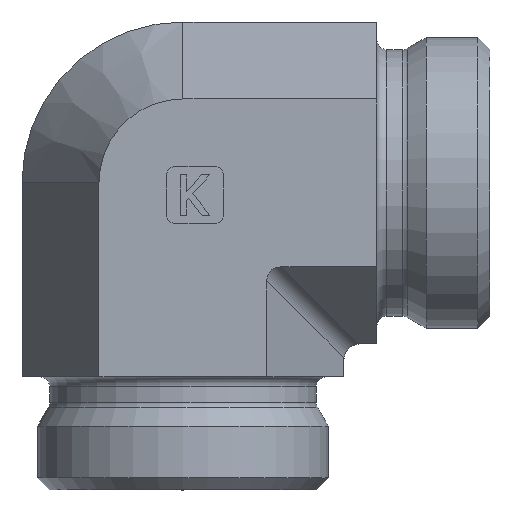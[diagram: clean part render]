
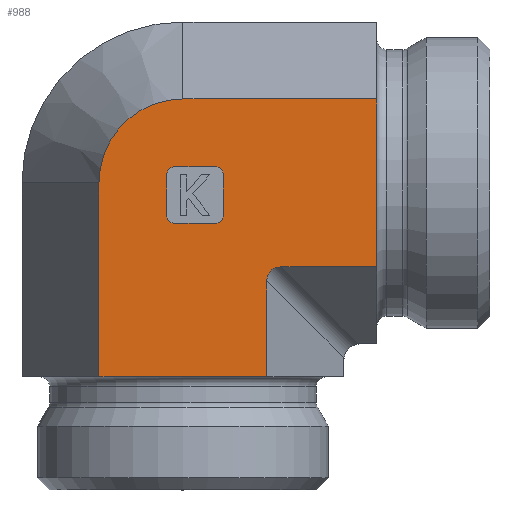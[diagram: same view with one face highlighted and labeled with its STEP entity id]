
A CAD part, left-side view. The second image highlights one B-rep face of the part: STEP entity #988.
In plain terms, the highlighted planar face has unit normal (-1, 0, 0).
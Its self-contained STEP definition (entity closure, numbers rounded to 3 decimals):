
#221=CARTESIAN_POINT('',(-35.285,-0.848,2.));
#222=VERTEX_POINT('',#221);
#231=CARTESIAN_POINT('',(-35.285,19.936,2.));
#232=VERTEX_POINT('',#231);
#233=CARTESIAN_POINT('',(-35.285,19.936,2.));
#234=DIRECTION('',(0.0,-1.0,0.0));
#235=VECTOR('',#234,20.785);
#236=LINE('',#233,#235);
#237=EDGE_CURVE('',#232,#222,#236,.T.);
#435=CARTESIAN_POINT('',(-35.285,-0.848,13.876));
#436=VERTEX_POINT('',#435);
#443=CARTESIAN_POINT('',(-35.285,-0.848,2.));
#444=DIRECTION('',(0.0,0.0,1.0));
#445=VECTOR('',#444,11.876);
#446=LINE('',#443,#445);
#447=EDGE_CURVE('',#222,#436,#446,.T.);
#809=CARTESIAN_POINT('',(-35.285,-14.456,15.608));
#810=VERTEX_POINT('',#809);
#811=CARTESIAN_POINT('',(-35.285,-14.456,36.392));
#812=VERTEX_POINT('',#811);
#813=CARTESIAN_POINT('',(-35.285,-14.456,15.608));
#814=DIRECTION('',(0.0,0.0,1.0));
#815=VECTOR('',#814,20.785);
#816=LINE('',#813,#815);
#817=EDGE_CURVE('',#810,#812,#816,.T.);
#870=CARTESIAN_POINT('',(-35.285,-0.848,0.0));
#871=DIRECTION('',(-1.0,0.0,0.0));
#872=DIRECTION('',(0.0,0.0,1.0));
#873=AXIS2_PLACEMENT_3D('',#870,#871,#872);
#874=PLANE('',#873);
#875=ORIENTED_EDGE('',*,*,#237,.T.);
#876=ORIENTED_EDGE('',*,*,#447,.T.);
#877=CARTESIAN_POINT('',(-35.285,-2.58,15.608));
#878=VERTEX_POINT('',#877);
#879=CARTESIAN_POINT('',(-35.285,-3.158,13.298));
#880=DIRECTION('',(-1.0,0.0,0.0));
#881=DIRECTION('',(0.0,0.707,0.707));
#882=AXIS2_PLACEMENT_3D('',#879,#880,#881);
#883=ELLIPSE('',#882,2.582,2.0);
#884=EDGE_CURVE('',#878,#436,#883,.T.);
#885=ORIENTED_EDGE('',*,*,#884,.F.);
#886=CARTESIAN_POINT('',(-35.285,-2.58,15.608));
#887=DIRECTION('',(0.0,-1.0,0.0));
#888=VECTOR('',#887,11.876);
#889=LINE('',#886,#888);
#890=EDGE_CURVE('',#878,#810,#889,.T.);
#891=ORIENTED_EDGE('',*,*,#890,.T.);
#892=ORIENTED_EDGE('',*,*,#817,.T.);
#893=CARTESIAN_POINT('',(-35.285,9.544,36.392));
#894=VERTEX_POINT('',#893);
#895=CARTESIAN_POINT('',(-35.285,9.544,36.392));
#896=DIRECTION('',(0.0,-1.0,0.0));
#897=VECTOR('',#896,24.);
#898=LINE('',#895,#897);
#899=EDGE_CURVE('',#894,#812,#898,.T.);
#900=ORIENTED_EDGE('',*,*,#899,.F.);
#901=CARTESIAN_POINT('',(-35.285,19.936,26.));
#902=VERTEX_POINT('',#901);
#903=CARTESIAN_POINT('',(-35.285,9.544,26.));
#904=DIRECTION('',(-1.0,0.0,0.0));
#905=DIRECTION('',(0.0,0.0,1.0));
#906=AXIS2_PLACEMENT_3D('',#903,#904,#905);
#907=CIRCLE('',#906,10.392);
#908=EDGE_CURVE('',#894,#902,#907,.T.);
#909=ORIENTED_EDGE('',*,*,#908,.T.);
#910=CARTESIAN_POINT('',(-35.285,19.936,2.));
#911=DIRECTION('',(0.0,0.0,1.0));
#912=VECTOR('',#911,24.);
#913=LINE('',#910,#912);
#914=EDGE_CURVE('',#232,#902,#913,.T.);
#915=ORIENTED_EDGE('',*,*,#914,.F.);
#916=EDGE_LOOP('',(#875,#876,#885,#891,#892,#900,#909,#915));
#917=FACE_OUTER_BOUND('',#916,.T.);
#918=CARTESIAN_POINT('',(-35.285,5.544,21.));
#919=VERTEX_POINT('',#918);
#920=CARTESIAN_POINT('',(-35.285,10.544,21.));
#921=VERTEX_POINT('',#920);
#922=CARTESIAN_POINT('',(-35.285,5.544,21.));
#923=DIRECTION('',(0.0,1.0,0.0));
#924=VECTOR('',#923,5.);
#925=LINE('',#922,#924);
#926=EDGE_CURVE('',#919,#921,#925,.T.);
#927=ORIENTED_EDGE('',*,*,#926,.T.);
#928=CARTESIAN_POINT('',(-35.285,11.544,22.));
#929=VERTEX_POINT('',#928);
#930=CARTESIAN_POINT('',(-35.285,10.544,22.));
#931=DIRECTION('',(-1.0,0.0,0.0));
#932=DIRECTION('',(0.0,0.707,-0.707));
#933=AXIS2_PLACEMENT_3D('',#930,#931,#932);
#934=CIRCLE('',#933,1.0);
#935=EDGE_CURVE('',#929,#921,#934,.T.);
#936=ORIENTED_EDGE('',*,*,#935,.F.);
#937=CARTESIAN_POINT('',(-35.285,11.544,27.));
#938=VERTEX_POINT('',#937);
#939=CARTESIAN_POINT('',(-35.285,11.544,22.));
#940=DIRECTION('',(0.0,0.0,1.0));
#941=VECTOR('',#940,5.);
#942=LINE('',#939,#941);
#943=EDGE_CURVE('',#929,#938,#942,.T.);
#944=ORIENTED_EDGE('',*,*,#943,.T.);
#945=CARTESIAN_POINT('',(-35.285,10.544,28.));
#946=VERTEX_POINT('',#945);
#947=CARTESIAN_POINT('',(-35.285,10.544,27.));
#948=DIRECTION('',(-1.0,0.0,0.0));
#949=DIRECTION('',(0.0,0.707,0.707));
#950=AXIS2_PLACEMENT_3D('',#947,#948,#949);
#951=CIRCLE('',#950,1.0);
#952=EDGE_CURVE('',#946,#938,#951,.T.);
#953=ORIENTED_EDGE('',*,*,#952,.F.);
#954=CARTESIAN_POINT('',(-35.285,5.544,28.));
#955=VERTEX_POINT('',#954);
#956=CARTESIAN_POINT('',(-35.285,10.544,28.));
#957=DIRECTION('',(0.0,-1.0,0.0));
#958=VECTOR('',#957,5.0);
#959=LINE('',#956,#958);
#960=EDGE_CURVE('',#946,#955,#959,.T.);
#961=ORIENTED_EDGE('',*,*,#960,.T.);
#962=CARTESIAN_POINT('',(-35.285,4.544,27.));
#963=VERTEX_POINT('',#962);
#964=CARTESIAN_POINT('',(-35.285,5.544,27.));
#965=DIRECTION('',(-1.0,0.0,0.0));
#966=DIRECTION('',(0.0,-0.707,0.707));
#967=AXIS2_PLACEMENT_3D('',#964,#965,#966);
#968=CIRCLE('',#967,1.0);
#969=EDGE_CURVE('',#963,#955,#968,.T.);
#970=ORIENTED_EDGE('',*,*,#969,.F.);
#971=CARTESIAN_POINT('',(-35.285,4.544,22.));
#972=VERTEX_POINT('',#971);
#973=CARTESIAN_POINT('',(-35.285,4.544,27.));
#974=DIRECTION('',(0.0,0.0,-1.0));
#975=VECTOR('',#974,5.);
#976=LINE('',#973,#975);
#977=EDGE_CURVE('',#963,#972,#976,.T.);
#978=ORIENTED_EDGE('',*,*,#977,.T.);
#979=CARTESIAN_POINT('',(-35.285,5.544,22.));
#980=DIRECTION('',(-1.0,0.0,0.0));
#981=DIRECTION('',(0.0,-0.707,-0.707));
#982=AXIS2_PLACEMENT_3D('',#979,#980,#981);
#983=CIRCLE('',#982,1.0);
#984=EDGE_CURVE('',#919,#972,#983,.T.);
#985=ORIENTED_EDGE('',*,*,#984,.F.);
#986=EDGE_LOOP('',(#927,#936,#944,#953,#961,#970,#978,#985));
#987=FACE_BOUND('',#986,.T.);
#988=ADVANCED_FACE('',(#917,#987),#874,.T.);
